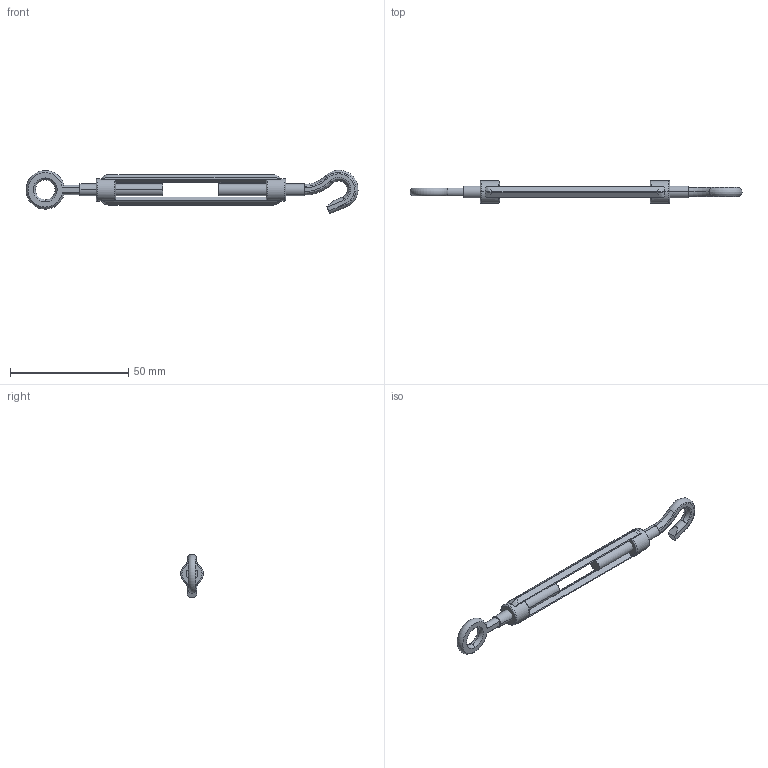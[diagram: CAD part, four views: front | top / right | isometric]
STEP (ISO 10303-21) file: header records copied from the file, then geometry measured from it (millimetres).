
FILE_DESCRIPTION (( 'STEP AP214' ), '1' );
FILE_NAME ('Ñáîðêà2.STEP', '2025-04-01T12:05:18', ( '' ), ( '' ), 'SwSTEP 2.0', 'SolidWorks 2025', '' );
FILE_SCHEMA (( 'AUTOMOTIVE_DESIGN' ));
Length unit declared in the file: millimetre
Products named in the file (5): A724 Талреп (крюк-кольцо) М5 DIN1480_00; Талреп основание_00; Сборка2; Талреп кольцо_00; Талреп крюк_00
Assembly tree (4 placements, depth 3):
  Сборка2
    A724 Талреп (крюк-кольцо) М5 DIN1480_00
      Талреп основание_00
      Талреп кольцо_00
      Талреп крюк_00
Bounding box: 140.13 x 9.5 x 18.34 mm (x, y, z)
Volume: 4620.7 mm3; surface area: 4668.2 mm2
Topology: 3 solids, 3 shells, 97 faces, 251 edges, 156 vertices
Faces by surface type: cylinder 29, plane 22, torus 21, bspline 19, cone 6
Entity records: 5248 total; most frequent: CARTESIAN_POINT 2865, ORIENTED_EDGE 494, DIRECTION 440, EDGE_CURVE 247, AXIS2_PLACEMENT_3D 187, VERTEX_POINT 156, EDGE_LOOP 105, CIRCLE 101
